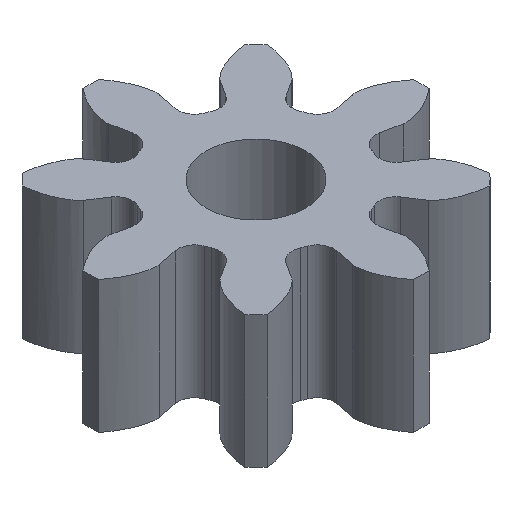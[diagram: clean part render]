
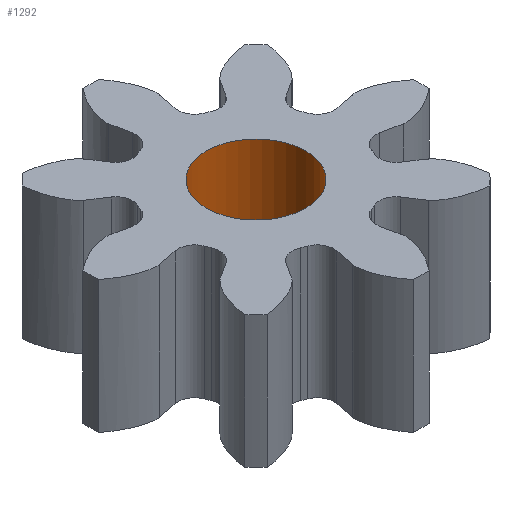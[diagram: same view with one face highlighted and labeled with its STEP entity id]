
A CAD part, isometric view. The second image highlights one B-rep face of the part: STEP entity #1292.
In plain terms, the highlighted cylindrical face has radius 0.75 mm (diameter 1.5 mm), a full revolution.
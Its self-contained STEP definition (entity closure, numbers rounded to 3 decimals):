
#148=FACE_OUTER_BOUND('',#217,.T.);
#217=EDGE_LOOP('',(#1186,#1187,#1188,#1189));
#315=LINE('',#6901,#412);
#412=VECTOR('',#1755,0.75);
#466=CIRCLE('',#1397,0.75);
#478=CIRCLE('',#1422,0.75);
#599=VERTEX_POINT('',#6404);
#608=VERTEX_POINT('',#6898);
#778=EDGE_CURVE('',#599,#599,#466,.T.);
#802=EDGE_CURVE('',#608,#608,#478,.T.);
#803=EDGE_CURVE('',#608,#599,#315,.T.);
#1186=ORIENTED_EDGE('',*,*,#802,.F.);
#1187=ORIENTED_EDGE('',*,*,#803,.T.);
#1188=ORIENTED_EDGE('',*,*,#778,.T.);
#1189=ORIENTED_EDGE('',*,*,#803,.F.);
#1225=CYLINDRICAL_SURFACE('',#1423,0.75);
#1292=ADVANCED_FACE('',(#148),#1225,.F.);
#1397=AXIS2_PLACEMENT_3D('',#6405,#1691,#1692);
#1422=AXIS2_PLACEMENT_3D('',#6899,#1751,#1752);
#1423=AXIS2_PLACEMENT_3D('',#6900,#1753,#1754);
#1691=DIRECTION('center_axis',(0.,0.,-1.));
#1692=DIRECTION('ref_axis',(1.,0.,0.));
#1751=DIRECTION('center_axis',(0.,0.,-1.));
#1752=DIRECTION('ref_axis',(1.,0.,0.));
#1753=DIRECTION('center_axis',(0.,0.,1.));
#1754=DIRECTION('ref_axis',(1.,0.,0.));
#1755=DIRECTION('',(0.,0.,-1.));
#6404=CARTESIAN_POINT('',(-0.75,0.,0.));
#6405=CARTESIAN_POINT('Origin',(0.,0.,0.));
#6898=CARTESIAN_POINT('',(-0.75,0.,2.));
#6899=CARTESIAN_POINT('Origin',(0.,0.,2.));
#6900=CARTESIAN_POINT('Origin',(0.,0.,0.));
#6901=CARTESIAN_POINT('',(-0.75,0.,0.));
